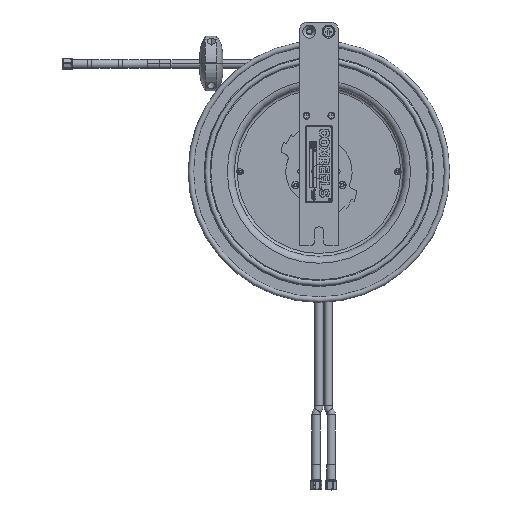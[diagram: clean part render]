
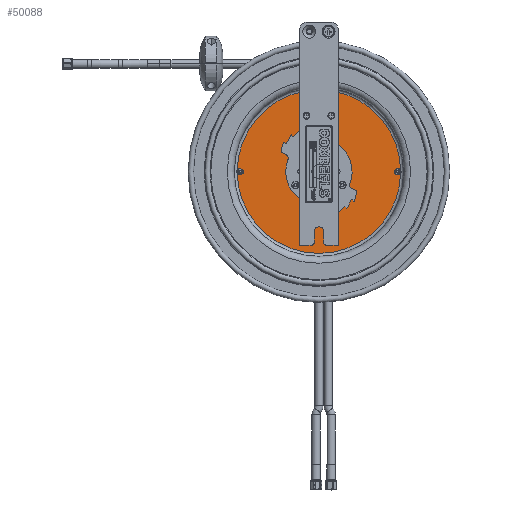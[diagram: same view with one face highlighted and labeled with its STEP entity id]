
A CAD part, top view. The second image highlights one B-rep face of the part: STEP entity #50088.
In plain terms, the highlighted planar face has unit normal (0, 0, 1).
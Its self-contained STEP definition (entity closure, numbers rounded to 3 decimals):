
#1019=PLANE('',#53047);
#1646=FACE_BOUND('',#6995,.T.);
#1647=FACE_BOUND('',#6996,.T.);
#1648=FACE_BOUND('',#6997,.T.);
#1649=FACE_BOUND('',#6998,.T.);
#1650=FACE_BOUND('',#6999,.T.);
#1651=FACE_BOUND('',#7000,.T.);
#4940=FACE_OUTER_BOUND('',#6994,.T.);
#6994=EDGE_LOOP('',(#40045,#40046));
#6995=EDGE_LOOP('',(#40047));
#6996=EDGE_LOOP('',(#40048,#40049,#40050,#40051));
#6997=EDGE_LOOP('',(#40052,#40053,#40054,#40055));
#6998=EDGE_LOOP('',(#40056,#40057,#40058,#40059));
#6999=EDGE_LOOP('',(#40060));
#7000=EDGE_LOOP('',(#40061));
#10173=LINE('',#82269,#14827);
#10174=LINE('',#82271,#14828);
#10175=LINE('',#82273,#14829);
#10176=LINE('',#82274,#14830);
#10177=LINE('',#82277,#14831);
#10178=LINE('',#82279,#14832);
#10179=LINE('',#82281,#14833);
#10180=LINE('',#82282,#14834);
#10181=LINE('',#82285,#14835);
#10182=LINE('',#82287,#14836);
#10183=LINE('',#82289,#14837);
#10184=LINE('',#82290,#14838);
#14827=VECTOR('',#59938,0.394);
#14828=VECTOR('',#59939,0.394);
#14829=VECTOR('',#59940,0.394);
#14830=VECTOR('',#59941,0.394);
#14831=VECTOR('',#59942,0.394);
#14832=VECTOR('',#59943,0.394);
#14833=VECTOR('',#59944,0.394);
#14834=VECTOR('',#59945,0.394);
#14835=VECTOR('',#59946,0.394);
#14836=VECTOR('',#59947,0.394);
#14837=VECTOR('',#59948,0.394);
#14838=VECTOR('',#59949,0.394);
#18347=CIRCLE('',#53048,5.313);
#18348=CIRCLE('',#53049,5.313);
#18349=CIRCLE('',#53050,0.94);
#18350=CIRCLE('',#53051,0.1);
#18351=CIRCLE('',#53052,0.1);
#22092=VERTEX_POINT('',#82261);
#22093=VERTEX_POINT('',#82262);
#22094=VERTEX_POINT('',#82265);
#22095=VERTEX_POINT('',#82267);
#22096=VERTEX_POINT('',#82268);
#22097=VERTEX_POINT('',#82270);
#22098=VERTEX_POINT('',#82272);
#22099=VERTEX_POINT('',#82275);
#22100=VERTEX_POINT('',#82276);
#22101=VERTEX_POINT('',#82278);
#22102=VERTEX_POINT('',#82280);
#22103=VERTEX_POINT('',#82283);
#22104=VERTEX_POINT('',#82284);
#22105=VERTEX_POINT('',#82286);
#22106=VERTEX_POINT('',#82288);
#22107=VERTEX_POINT('',#82291);
#22108=VERTEX_POINT('',#82293);
#29652=EDGE_CURVE('',#22092,#22093,#18347,.T.);
#29653=EDGE_CURVE('',#22093,#22092,#18348,.T.);
#29654=EDGE_CURVE('',#22094,#22094,#18349,.T.);
#29655=EDGE_CURVE('',#22095,#22096,#10173,.T.);
#29656=EDGE_CURVE('',#22096,#22097,#10174,.T.);
#29657=EDGE_CURVE('',#22097,#22098,#10175,.T.);
#29658=EDGE_CURVE('',#22098,#22095,#10176,.T.);
#29659=EDGE_CURVE('',#22099,#22100,#10177,.T.);
#29660=EDGE_CURVE('',#22100,#22101,#10178,.T.);
#29661=EDGE_CURVE('',#22101,#22102,#10179,.T.);
#29662=EDGE_CURVE('',#22102,#22099,#10180,.T.);
#29663=EDGE_CURVE('',#22103,#22104,#10181,.T.);
#29664=EDGE_CURVE('',#22104,#22105,#10182,.T.);
#29665=EDGE_CURVE('',#22105,#22106,#10183,.T.);
#29666=EDGE_CURVE('',#22106,#22103,#10184,.T.);
#29667=EDGE_CURVE('',#22107,#22107,#18350,.T.);
#29668=EDGE_CURVE('',#22108,#22108,#18351,.T.);
#40045=ORIENTED_EDGE('',*,*,#29652,.F.);
#40046=ORIENTED_EDGE('',*,*,#29653,.F.);
#40047=ORIENTED_EDGE('',*,*,#29654,.T.);
#40048=ORIENTED_EDGE('',*,*,#29655,.T.);
#40049=ORIENTED_EDGE('',*,*,#29656,.T.);
#40050=ORIENTED_EDGE('',*,*,#29657,.T.);
#40051=ORIENTED_EDGE('',*,*,#29658,.T.);
#40052=ORIENTED_EDGE('',*,*,#29659,.T.);
#40053=ORIENTED_EDGE('',*,*,#29660,.T.);
#40054=ORIENTED_EDGE('',*,*,#29661,.T.);
#40055=ORIENTED_EDGE('',*,*,#29662,.T.);
#40056=ORIENTED_EDGE('',*,*,#29663,.T.);
#40057=ORIENTED_EDGE('',*,*,#29664,.T.);
#40058=ORIENTED_EDGE('',*,*,#29665,.T.);
#40059=ORIENTED_EDGE('',*,*,#29666,.T.);
#40060=ORIENTED_EDGE('',*,*,#29667,.T.);
#40061=ORIENTED_EDGE('',*,*,#29668,.T.);
#50088=ADVANCED_FACE('',(#4940,#1646,#1647,#1648,#1649,#1650,#1651),#1019,
 .T.);
#53047=AXIS2_PLACEMENT_3D('',#82260,#59930,#59931);
#53048=AXIS2_PLACEMENT_3D('',#82263,#59932,#59933);
#53049=AXIS2_PLACEMENT_3D('',#82264,#59934,#59935);
#53050=AXIS2_PLACEMENT_3D('',#82266,#59936,#59937);
#53051=AXIS2_PLACEMENT_3D('',#82292,#59950,#59951);
#53052=AXIS2_PLACEMENT_3D('',#82294,#59952,#59953);
#59930=DIRECTION('center_axis',(0.,0.,
1.));
#59931=DIRECTION('ref_axis',(0.,1.,0.));
#59932=DIRECTION('center_axis',(0.,0.,
-1.));
#59933=DIRECTION('ref_axis',(-1.,0.,0.));
#59934=DIRECTION('center_axis',(0.,0.,
-1.));
#59935=DIRECTION('ref_axis',(-1.,0.,0.));
#59936=DIRECTION('center_axis',(0.,0.,
-1.));
#59937=DIRECTION('ref_axis',(1.,0.,0.));
#59938=DIRECTION('',(0.,1.,0.));
#59939=DIRECTION('',(1.,0.,0.));
#59940=DIRECTION('',(0.,-1.,0.));
#59941=DIRECTION('',(-1.,0.,0.));
#59942=DIRECTION('',(-1.,0.,0.));
#59943=DIRECTION('',(0.,1.,0.));
#59944=DIRECTION('',(1.,0.,0.));
#59945=DIRECTION('',(0.,-1.,0.));
#59946=DIRECTION('',(0.,1.,0.));
#59947=DIRECTION('',(1.,0.,0.));
#59948=DIRECTION('',(0.,-1.,0.));
#59949=DIRECTION('',(-1.,0.,0.));
#59950=DIRECTION('center_axis',(0.,0.,
-1.));
#59951=DIRECTION('ref_axis',(1.,0.,0.));
#59952=DIRECTION('center_axis',(0.,0.,
-1.));
#59953=DIRECTION('ref_axis',(1.,0.,0.));
#82260=CARTESIAN_POINT('Origin',(-2.657,-2.475,-1.523));
#82261=CARTESIAN_POINT('',(-5.313,-2.475,-1.523));
#82262=CARTESIAN_POINT('',(0.,2.838,-1.523));
#82263=CARTESIAN_POINT('Origin',(0.,-2.475,-1.523));
#82264=CARTESIAN_POINT('Origin',(0.,-2.475,-1.523));
#82265=CARTESIAN_POINT('',(-0.94,-2.475,-1.523));
#82266=CARTESIAN_POINT('Origin',(0.,-2.475,-1.523));
#82267=CARTESIAN_POINT('',(-1.65,-3.484,-1.523));
#82268=CARTESIAN_POINT('',(-1.65,-3.216,-1.523));
#82269=CARTESIAN_POINT('',(-1.65,-2.98,-1.523));
#82270=CARTESIAN_POINT('',(-1.382,-3.216,-1.523));
#82271=CARTESIAN_POINT('',(-2.153,-3.216,-1.523));
#82272=CARTESIAN_POINT('',(-1.382,-3.484,-1.523));
#82273=CARTESIAN_POINT('',(-1.382,-2.846,-1.523));
#82274=CARTESIAN_POINT('',(-2.019,-3.484,-1.523));
#82275=CARTESIAN_POINT('',(0.134,-0.859,-1.523));
#82276=CARTESIAN_POINT('',(-0.134,-0.859,-1.523));
#82277=CARTESIAN_POINT('',(-1.261,-0.859,-1.523));
#82278=CARTESIAN_POINT('',(-0.134,-0.591,-1.523));
#82279=CARTESIAN_POINT('',(-0.134,-1.667,-1.523));
#82280=CARTESIAN_POINT('',(0.134,-0.591,-1.523));
#82281=CARTESIAN_POINT('',(-1.395,-0.591,-1.523));
#82282=CARTESIAN_POINT('',(0.134,-1.533,-1.523));
#82283=CARTESIAN_POINT('',(1.382,-3.484,-1.523));
#82284=CARTESIAN_POINT('',(1.382,-3.216,-1.523));
#82285=CARTESIAN_POINT('',(1.382,-2.98,-1.523));
#82286=CARTESIAN_POINT('',(1.65,-3.216,-1.523));
#82287=CARTESIAN_POINT('',(-0.638,-3.216,-1.523));
#82288=CARTESIAN_POINT('',(1.65,-3.484,-1.523));
#82289=CARTESIAN_POINT('',(1.65,-2.846,-1.523));
#82290=CARTESIAN_POINT('',(-0.504,-3.484,-1.523));
#82291=CARTESIAN_POINT('',(-5.225,-2.475,-1.523));
#82292=CARTESIAN_POINT('Origin',(-5.125,-2.475,-1.523));
#82293=CARTESIAN_POINT('',(5.025,-2.475,-1.523));
#82294=CARTESIAN_POINT('Origin',(5.125,-2.475,-1.523));
